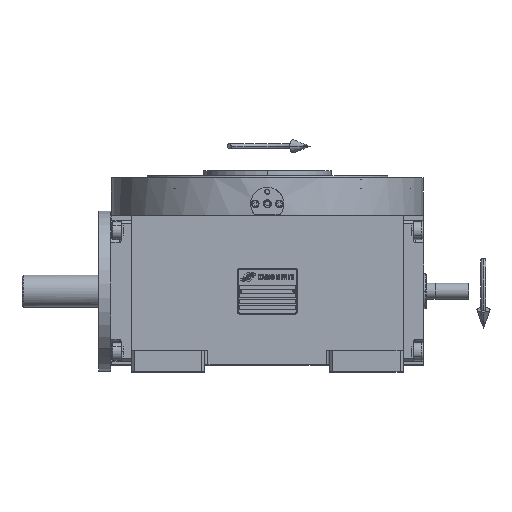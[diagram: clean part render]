
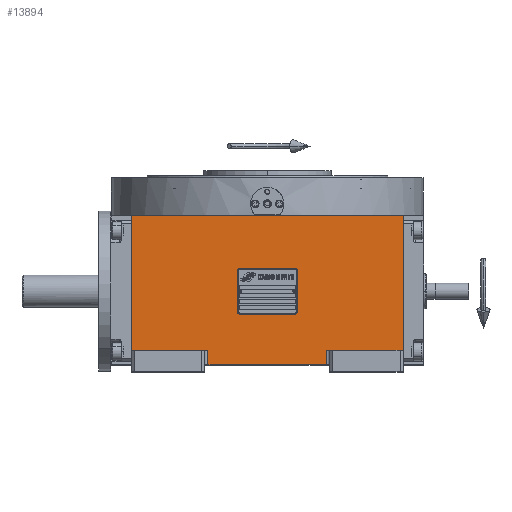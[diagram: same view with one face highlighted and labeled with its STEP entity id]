
A CAD part, top view. The second image highlights one B-rep face of the part: STEP entity #13894.
In plain terms, the highlighted planar face has unit normal (0, 0, 1).
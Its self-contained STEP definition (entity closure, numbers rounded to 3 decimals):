
#351 = EDGE_CURVE ( 'NONE', #30695, #62995, #29745, .T. ) ;
#1603 = VECTOR ( 'NONE', #2246, 1000. ) ;
#1803 = CARTESIAN_POINT ( 'NONE',  ( 59., -59., 226. ) ) ;
#2207 = DIRECTION ( 'NONE',  ( 1., 0., 0. ) ) ;
#2246 = DIRECTION ( 'NONE',  ( 1., 0., 0. ) ) ;
#2482 = LINE ( 'NONE', #1803, #68051 ) ;
#2546 = LINE ( 'NONE', #23443, #27760 ) ;
#3177 = DIRECTION ( 'NONE',  ( 1., 0., 0. ) ) ;
#7906 = DIRECTION ( 'NONE',  ( 0., 1., 0. ) ) ;
#8544 = ORIENTED_EDGE ( 'NONE', *, *, #10377, .T. ) ;
#9164 = VECTOR ( 'NONE', #7906, 1000. ) ;
#10377 = EDGE_CURVE ( 'NONE', #58165, #63539, #24146, .T. ) ;
#10733 = ORIENTED_EDGE ( 'NONE', *, *, #26735, .F. ) ;
#10901 = DIRECTION ( 'NONE',  ( 1., 0., 0. ) ) ;
#10971 = VERTEX_POINT ( 'NONE', #14184 ) ;
#11598 = FACE_OUTER_BOUND ( 'NONE', #52224, .T. ) ;
#13894 = ADVANCED_FACE ( 'NONE', ( #11598 ), #54339, .T. ) ;
#14184 = CARTESIAN_POINT ( 'NONE',  ( -59., -73., 226. ) ) ;
#15645 = CARTESIAN_POINT ( 'NONE',  ( -135., -59., 226. ) ) ;
#16854 = ORIENTED_EDGE ( 'NONE', *, *, #351, .T. ) ;
#17282 = EDGE_CURVE ( 'NONE', #30183, #63539, #2546, .T. ) ;
#18099 = CARTESIAN_POINT ( 'NONE',  ( 59., -73., 226. ) ) ;
#18133 = CARTESIAN_POINT ( 'NONE',  ( -135., -59., 226. ) ) ;
#21851 = CARTESIAN_POINT ( 'NONE',  ( -135., -73., 226. ) ) ;
#23204 = VECTOR ( 'NONE', #42348, 1000. ) ;
#23377 = LINE ( 'NONE', #51600, #51421 ) ;
#23378 = DIRECTION ( 'NONE',  ( 0., -1., 0. ) ) ;
#23443 = CARTESIAN_POINT ( 'NONE',  ( -135., 75., 226. ) ) ;
#24146 = LINE ( 'NONE', #56297, #9164 ) ;
#25677 = ORIENTED_EDGE ( 'NONE', *, *, #17282, .F. ) ;
#26735 = EDGE_CURVE ( 'NONE', #30695, #30183, #36454, .T. ) ;
#27760 = VECTOR ( 'NONE', #2207, 1000. ) ;
#28489 = EDGE_CURVE ( 'NONE', #10971, #48917, #23377, .T. ) ;
#29112 = CARTESIAN_POINT ( 'NONE',  ( 59., -59., 226. ) ) ;
#29745 = LINE ( 'NONE', #18133, #36810 ) ;
#30183 = VERTEX_POINT ( 'NONE', #38482 ) ;
#30695 = VERTEX_POINT ( 'NONE', #66310 ) ;
#31052 = CARTESIAN_POINT ( 'NONE',  ( -59., -73., 226. ) ) ;
#34311 = AXIS2_PLACEMENT_3D ( 'NONE', #21851, #48334, #10901 ) ;
#35343 = EDGE_CURVE ( 'NONE', #49648, #58165, #66569, .T. ) ;
#36454 = LINE ( 'NONE', #15645, #54054 ) ;
#36692 = LINE ( 'NONE', #31052, #23204 ) ;
#36810 = VECTOR ( 'NONE', #38960, 1000. ) ;
#37353 = ORIENTED_EDGE ( 'NONE', *, *, #44777, .F. ) ;
#38482 = CARTESIAN_POINT ( 'NONE',  ( -135., 75., 226. ) ) ;
#38960 = DIRECTION ( 'NONE',  ( 1., 0., 0. ) ) ;
#40401 = CARTESIAN_POINT ( 'NONE',  ( 59., -59., 226. ) ) ;
#42348 = DIRECTION ( 'NONE',  ( 0., 1., 0. ) ) ;
#43079 = CARTESIAN_POINT ( 'NONE',  ( 135., -59., 226. ) ) ;
#44330 = ORIENTED_EDGE ( 'NONE', *, *, #28489, .T. ) ;
#44777 = EDGE_CURVE ( 'NONE', #10971, #62995, #36692, .T. ) ;
#48334 = DIRECTION ( 'NONE',  ( 0., 0., 1. ) ) ;
#48917 = VERTEX_POINT ( 'NONE', #18099 ) ;
#49648 = VERTEX_POINT ( 'NONE', #29112 ) ;
#51421 = VECTOR ( 'NONE', #3177, 1000. ) ;
#51600 = CARTESIAN_POINT ( 'NONE',  ( -59., -73., 226. ) ) ;
#52024 = DIRECTION ( 'NONE',  ( 0., 1., 0. ) ) ;
#52147 = ORIENTED_EDGE ( 'NONE', *, *, #35343, .T. ) ;
#52224 = EDGE_LOOP ( 'NONE', ( #44330, #63735, #52147, #8544, #25677, #10733, #16854, #37353 ) ) ;
#54054 = VECTOR ( 'NONE', #52024, 1000. ) ;
#54339 = PLANE ( 'NONE',  #34311 ) ;
#54401 = EDGE_CURVE ( 'NONE', #49648, #48917, #2482, .T. ) ;
#56297 = CARTESIAN_POINT ( 'NONE',  ( 135., -59., 226. ) ) ;
#58165 = VERTEX_POINT ( 'NONE', #43079 ) ;
#62995 = VERTEX_POINT ( 'NONE', #67719 ) ;
#63539 = VERTEX_POINT ( 'NONE', #65026 ) ;
#63735 = ORIENTED_EDGE ( 'NONE', *, *, #54401, .F. ) ;
#65026 = CARTESIAN_POINT ( 'NONE',  ( 135., 75., 226. ) ) ;
#66310 = CARTESIAN_POINT ( 'NONE',  ( -135., -59., 226. ) ) ;
#66569 = LINE ( 'NONE', #40401, #1603 ) ;
#67719 = CARTESIAN_POINT ( 'NONE',  ( -59., -59., 226. ) ) ;
#68051 = VECTOR ( 'NONE', #23378, 1000. ) ;
